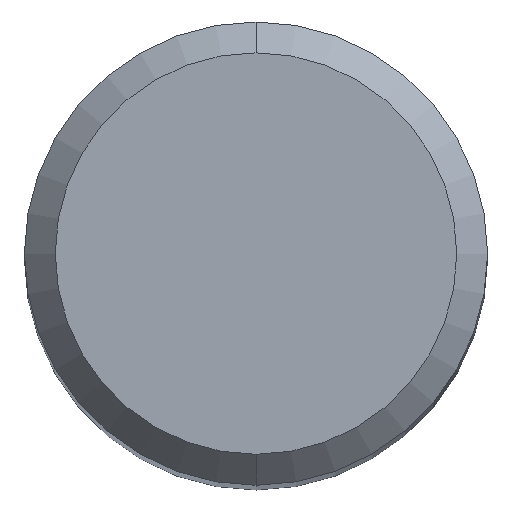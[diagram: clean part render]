
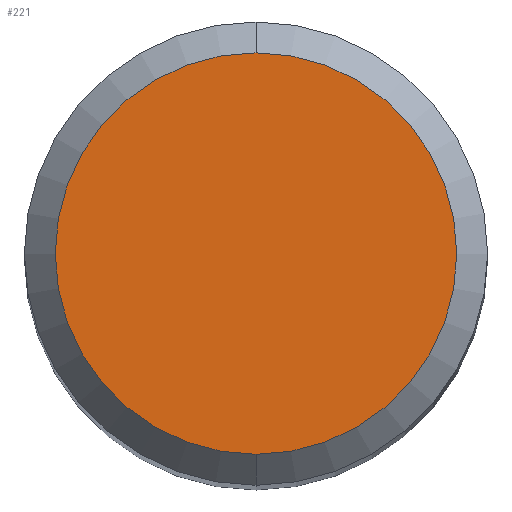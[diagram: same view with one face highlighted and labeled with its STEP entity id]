
A CAD part, top view. The second image highlights one B-rep face of the part: STEP entity #221.
In plain terms, the highlighted planar face has unit normal (0, 0, 1).
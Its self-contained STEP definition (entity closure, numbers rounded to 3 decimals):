
#157=EDGE_CURVE('',#163,#197,#315,.T.);
#163=VERTEX_POINT('',#321);
#197=VERTEX_POINT('',#360);
#221=ADVANCED_FACE('',(#388),#389,.T.);
#229=EDGE_CURVE('',#197,#163,#397,.T.);
#315=CIRCLE('',#495,2.6);
#321=CARTESIAN_POINT('',(0.0,2.6,0.0));
#360=CARTESIAN_POINT('',(0.,-2.6,0.0));
#388=FACE_OUTER_BOUND('',#588,.T.);
#389=PLANE('',#589);
#397=CIRCLE('',#599,2.6);
#495=AXIS2_PLACEMENT_3D('',#683,#684,#685);
#588=EDGE_LOOP('',(#782,#783));
#589=AXIS2_PLACEMENT_3D('',#784,#785,#786);
#599=AXIS2_PLACEMENT_3D('',#790,#791,#792);
#683=CARTESIAN_POINT('',(0.0,0.0,0.0));
#684=DIRECTION('',(0.0,0.0,-1.0));
#685=DIRECTION('',(0.0,1.0,0.0));
#782=ORIENTED_EDGE('',*,*,#157,.F.);
#783=ORIENTED_EDGE('',*,*,#229,.F.);
#784=CARTESIAN_POINT('',(0.0,1.3,0.0));
#785=DIRECTION('',(-0.0,0.0,1.0));
#786=DIRECTION('',(0.0,-1.0,0.0));
#790=CARTESIAN_POINT('',(0.0,0.0,0.0));
#791=DIRECTION('',(0.0,0.0,-1.0));
#792=DIRECTION('',(0.0,1.0,0.0));
